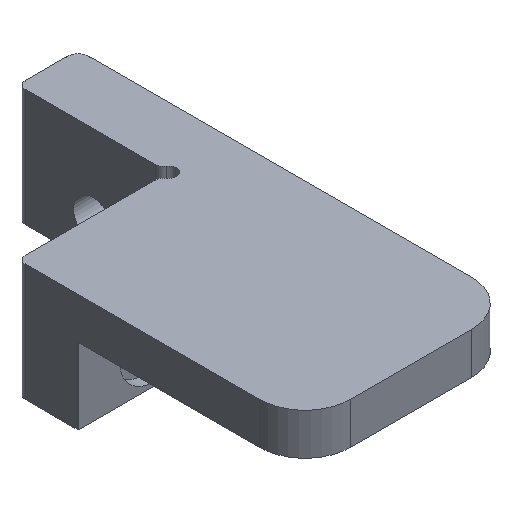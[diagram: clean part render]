
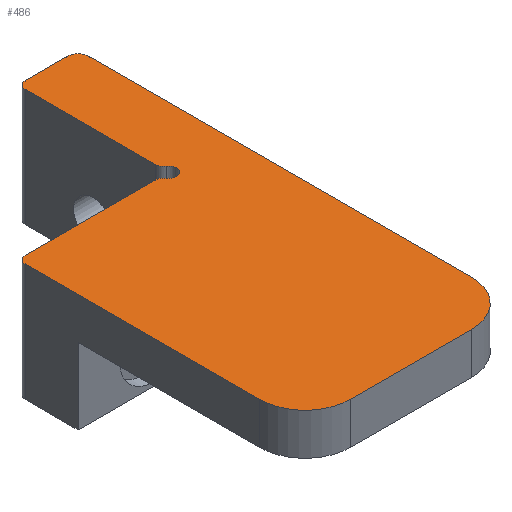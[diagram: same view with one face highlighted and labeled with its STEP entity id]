
A CAD part, isometric view. The second image highlights one B-rep face of the part: STEP entity #486.
In plain terms, the highlighted planar face has unit normal (0, 0, 1).
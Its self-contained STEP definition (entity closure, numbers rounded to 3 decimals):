
#37=PLANE('',#557);
#63=FACE_OUTER_BOUND('',#96,.T.);
#96=EDGE_LOOP('',(#434,#435,#436,#437,#438,#439,#440,#441,#442,#443,#444,
#445,#446,#447));
#113=LINE('',#769,#150);
#116=LINE('',#778,#153);
#124=LINE('',#804,#161);
#132=LINE('',#849,#169);
#133=LINE('',#851,#170);
#134=LINE('',#853,#171);
#150=VECTOR('',#611,10.);
#153=VECTOR('',#620,10.);
#161=VECTOR('',#646,10.);
#169=VECTOR('',#702,10.);
#170=VECTOR('',#705,10.);
#171=VECTOR('',#708,10.);
#172=CIRCLE('',#504,1.);
#179=CIRCLE('',#513,1.);
#180=CIRCLE('',#515,1.);
#181=CIRCLE('',#517,1.);
#182=CIRCLE('',#520,1.);
#183=CIRCLE('',#523,1.5);
#184=CIRCLE('',#525,6.);
#188=CIRCLE('',#532,6.);
#202=VERTEX_POINT('',#718);
#203=VERTEX_POINT('',#719);
#216=VERTEX_POINT('',#749);
#217=VERTEX_POINT('',#753);
#218=VERTEX_POINT('',#757);
#219=VERTEX_POINT('',#759);
#222=VERTEX_POINT('',#767);
#223=VERTEX_POINT('',#771);
#224=VERTEX_POINT('',#772);
#225=VERTEX_POINT('',#777);
#226=VERTEX_POINT('',#781);
#227=VERTEX_POINT('',#785);
#228=VERTEX_POINT('',#786);
#234=VERTEX_POINT('',#803);
#248=EDGE_CURVE('',#202,#203,#172,.T.);
#263=EDGE_CURVE('',#216,#203,#179,.T.);
#265=EDGE_CURVE('',#216,#217,#180,.T.);
#268=EDGE_CURVE('',#218,#219,#181,.T.);
#273=EDGE_CURVE('',#218,#222,#113,.T.);
#274=EDGE_CURVE('',#223,#224,#182,.T.);
#277=EDGE_CURVE('',#225,#224,#116,.T.);
#279=EDGE_CURVE('',#225,#226,#183,.T.);
#281=EDGE_CURVE('',#227,#228,#184,.T.);
#290=EDGE_CURVE('',#234,#228,#124,.T.);
#292=EDGE_CURVE('',#234,#222,#188,.T.);
#312=EDGE_CURVE('',#202,#219,#132,.T.);
#313=EDGE_CURVE('',#223,#217,#133,.T.);
#314=EDGE_CURVE('',#227,#226,#134,.T.);
#434=ORIENTED_EDGE('',*,*,#248,.F.);
#435=ORIENTED_EDGE('',*,*,#312,.T.);
#436=ORIENTED_EDGE('',*,*,#268,.F.);
#437=ORIENTED_EDGE('',*,*,#273,.T.);
#438=ORIENTED_EDGE('',*,*,#292,.F.);
#439=ORIENTED_EDGE('',*,*,#290,.T.);
#440=ORIENTED_EDGE('',*,*,#281,.F.);
#441=ORIENTED_EDGE('',*,*,#314,.T.);
#442=ORIENTED_EDGE('',*,*,#279,.F.);
#443=ORIENTED_EDGE('',*,*,#277,.T.);
#444=ORIENTED_EDGE('',*,*,#274,.F.);
#445=ORIENTED_EDGE('',*,*,#313,.T.);
#446=ORIENTED_EDGE('',*,*,#265,.F.);
#447=ORIENTED_EDGE('',*,*,#263,.T.);
#486=ADVANCED_FACE('',(#63),#37,.T.);
#504=AXIS2_PLACEMENT_3D('',#720,#566,#567);
#513=AXIS2_PLACEMENT_3D('',#750,#592,#593);
#515=AXIS2_PLACEMENT_3D('',#754,#597,#598);
#517=AXIS2_PLACEMENT_3D('',#760,#603,#604);
#520=AXIS2_PLACEMENT_3D('',#773,#614,#615);
#523=AXIS2_PLACEMENT_3D('',#782,#624,#625);
#525=AXIS2_PLACEMENT_3D('',#787,#629,#630);
#532=AXIS2_PLACEMENT_3D('',#807,#650,#651);
#557=AXIS2_PLACEMENT_3D('',#854,#709,#710);
#566=DIRECTION('center_axis',(0.,0.,-1.));
#567=DIRECTION('ref_axis',(0.5,0.866,0.));
#592=DIRECTION('center_axis',(0.,0.,-1.));
#593=DIRECTION('ref_axis',(1.,0.,0.));
#597=DIRECTION('center_axis',(0.,0.,-1.));
#598=DIRECTION('ref_axis',(-0.866,-0.5,0.));
#603=DIRECTION('center_axis',(0.,0.,-1.));
#604=DIRECTION('ref_axis',(-0.707,0.707,0.));
#611=DIRECTION('',(0.,-1.,0.));
#614=DIRECTION('center_axis',(0.,0.,-1.));
#615=DIRECTION('ref_axis',(-0.707,0.707,0.));
#620=DIRECTION('',(-1.,0.,0.));
#624=DIRECTION('center_axis',(0.,0.,-1.));
#625=DIRECTION('ref_axis',(0.707,0.707,0.));
#629=DIRECTION('center_axis',(0.,0.,-1.));
#630=DIRECTION('ref_axis',(0.707,-0.707,0.));
#646=DIRECTION('',(1.,0.,0.));
#650=DIRECTION('center_axis',(0.,0.,-1.));
#651=DIRECTION('ref_axis',(-0.707,-0.707,0.));
#702=DIRECTION('',(-1.,0.,0.));
#705=DIRECTION('',(0.,-1.,0.));
#708=DIRECTION('',(0.,1.,0.));
#709=DIRECTION('center_axis',(0.,0.,1.));
#710=DIRECTION('ref_axis',(1.,0.,0.));
#718=CARTESIAN_POINT('',(11.918,31.65,1.5));
#719=CARTESIAN_POINT('',(12.784,31.15,1.5));
#720=CARTESIAN_POINT('Origin',(11.918,30.65,1.5));
#749=CARTESIAN_POINT('',(14.15,32.516,1.5));
#750=CARTESIAN_POINT('Origin',(13.65,31.65,1.5));
#753=CARTESIAN_POINT('',(13.65,33.382,1.5));
#754=CARTESIAN_POINT('Origin',(14.65,33.382,1.5));
#757=CARTESIAN_POINT('',(-6.35,30.65,1.5));
#759=CARTESIAN_POINT('',(-5.35,31.65,1.5));
#760=CARTESIAN_POINT('Origin',(-5.35,30.65,1.5));
#767=CARTESIAN_POINT('',(-6.35,-0.35,1.5));
#769=CARTESIAN_POINT('',(-6.35,31.65,1.5));
#771=CARTESIAN_POINT('',(13.65,50.65,1.5));
#772=CARTESIAN_POINT('',(14.65,51.65,1.5));
#773=CARTESIAN_POINT('Origin',(14.65,50.65,1.5));
#777=CARTESIAN_POINT('',(20.15,51.65,1.5));
#778=CARTESIAN_POINT('',(21.65,51.65,1.5));
#781=CARTESIAN_POINT('',(21.65,50.15,1.5));
#782=CARTESIAN_POINT('Origin',(20.15,50.15,1.5));
#785=CARTESIAN_POINT('',(21.65,-0.35,1.5));
#786=CARTESIAN_POINT('',(15.65,-6.35,1.5));
#787=CARTESIAN_POINT('Origin',(15.65,-0.35,1.5));
#803=CARTESIAN_POINT('',(-0.35,-6.35,1.5));
#804=CARTESIAN_POINT('',(-6.35,-6.35,1.5));
#807=CARTESIAN_POINT('Origin',(-0.35,-0.35,1.5));
#849=CARTESIAN_POINT('',(13.65,31.65,1.5));
#851=CARTESIAN_POINT('',(13.65,51.65,1.5));
#853=CARTESIAN_POINT('',(21.65,-6.35,1.5));
#854=CARTESIAN_POINT('Origin',(7.65,22.65,1.5));
